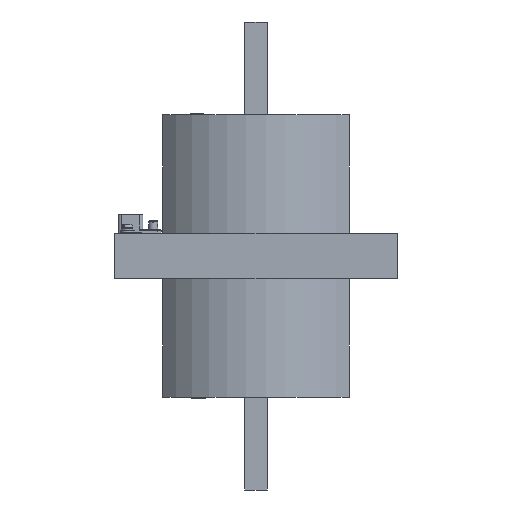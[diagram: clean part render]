
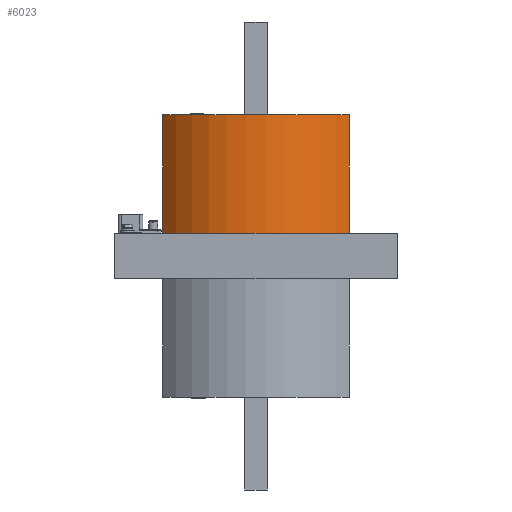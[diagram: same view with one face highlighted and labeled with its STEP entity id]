
A CAD part, front view. The second image highlights one B-rep face of the part: STEP entity #6023.
In plain terms, the highlighted cylindrical face has radius 107 mm (diameter 214 mm), a partial arc.
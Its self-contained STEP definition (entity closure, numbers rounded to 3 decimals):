
#6023=ADVANCED_FACE('',(#13698),#13700,.T.);
#13698=FACE_BOUND('',#13699,.T.);
#13699=EDGE_LOOP('',(#19940,#19941,#19942,#19943));
#13700=CYLINDRICAL_SURFACE('',#13701,107.);
#13701=AXIS2_PLACEMENT_3D('',#13702,#13703,#13704);
#13702=CARTESIAN_POINT('',(0.,0.,20.));
#13703=DIRECTION('',(0.,0.,1.));
#13704=DIRECTION('',(-0.771,-0.637,0.));
#19940=ORIENTED_EDGE('',*,*,#23062,.T.);
#19941=ORIENTED_EDGE('',*,*,#24237,.T.);
#19942=ORIENTED_EDGE('',*,*,#24238,.F.);
#19943=ORIENTED_EDGE('',*,*,#24239,.F.);
#23062=EDGE_CURVE('',#26383,#26381,#26384,.T.);
#24237=EDGE_CURVE('',#26381,#28149,#28151,.T.);
#24238=EDGE_CURVE('',#28152,#28149,#28153,.T.);
#24239=EDGE_CURVE('',#26383,#28152,#28154,.T.);
#26381=VERTEX_POINT('',#32591);
#26383=VERTEX_POINT('',#32595);
#26384=CIRCLE('',#32596,107.);
#28149=VERTEX_POINT('',#37192);
#28151=LINE('',#37196,#37197);
#28152=VERTEX_POINT('',#37199);
#28153=CIRCLE('',#37200,107.);
#28154=LINE('',#37204,#37205);
#32591=CARTESIAN_POINT('',(82.5,-68.138,20.));
#32595=CARTESIAN_POINT('',(-82.5,-68.138,20.));
#32596=AXIS2_PLACEMENT_3D('',#32597,#32598,#32599);
#32597=CARTESIAN_POINT('',(0.,0.,20.));
#32598=DIRECTION('',(0.,0.,1.));
#32599=DIRECTION('',(-0.771,-0.637,0.));
#37192=CARTESIAN_POINT('',(82.5,-68.138,125.));
#37196=CARTESIAN_POINT('',(82.5,-68.138,20.));
#37197=VECTOR('',#37198,1.);
#37198=DIRECTION('',(0.,0.,1.));
#37199=CARTESIAN_POINT('',(-82.5,-68.138,125.));
#37200=AXIS2_PLACEMENT_3D('',#37201,#37202,#37203);
#37201=CARTESIAN_POINT('',(0.,0.,125.));
#37202=DIRECTION('',(0.,0.,1.));
#37203=DIRECTION('',(-0.771,-0.637,0.));
#37204=CARTESIAN_POINT('',(-82.5,-68.138,20.));
#37205=VECTOR('',#37206,1.);
#37206=DIRECTION('',(0.,0.,1.));
